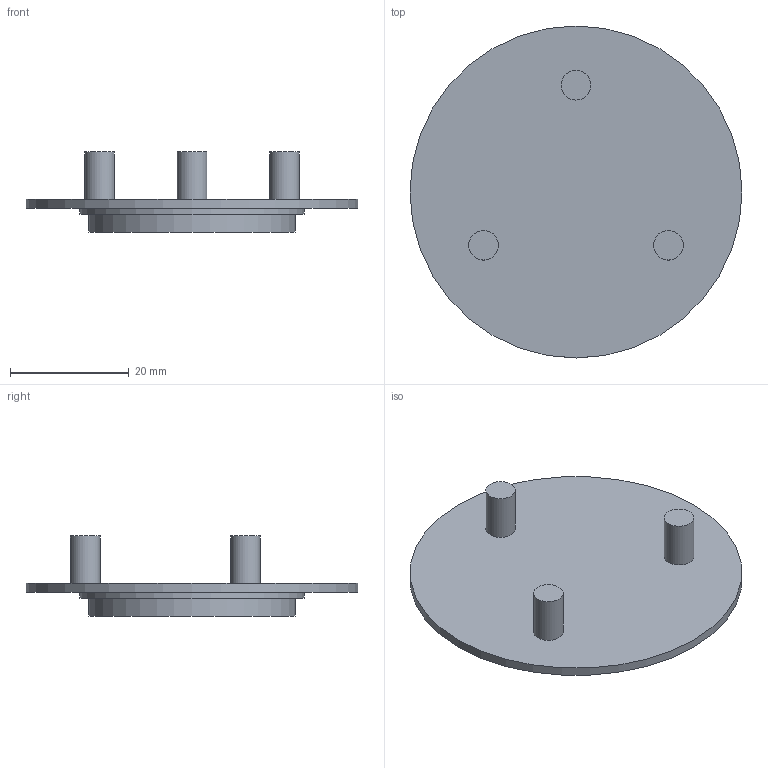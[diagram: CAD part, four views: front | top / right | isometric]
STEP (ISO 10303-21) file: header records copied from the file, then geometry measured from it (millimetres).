
FILE_DESCRIPTION(/* description */ (''),/* implementation_level */ '2;1');
FILE_NAME(/* name */ 'PLANITARY GEAR PLATE.step',/* time_stamp */ '2024-08-02T01:37:48-04:00',/* author */ (''),/* organization */ (''),/* preprocessor_version */ 'ST-DEVELOPER v20',/* originating_system */ 'Autodesk Translation Framework v13.14.0.145',/* authorisation */ '');
FILE_SCHEMA (('AUTOMOTIVE_DESIGN { 1 0 10303 214 3 1 1 }'));
Length unit declared in the file: millimetre
Products named in the file (1): PLANITARY GEAR BOX
Bounding box: 56 x 56 x 13.5 mm (x, y, z)
Volume: 8141.4 mm3; surface area: 6013.6 mm2
Topology: 1 solids, 1 shells, 13 faces, 18 edges, 12 vertices
Faces by surface type: plane 7, cylinder 6
Full cylindrical faces by diameter (mm): 5 x3, 34.8 x1, 37.8 x1, 56 x1
Entity records: 327 total; most frequent: DIRECTION 58, CARTESIAN_POINT 44, ORIENTED_EDGE 36, AXIS2_PLACEMENT_3D 26, EDGE_LOOP 18, EDGE_CURVE 18, FACE_OUTER_BOUND 13, ADVANCED_FACE 13
